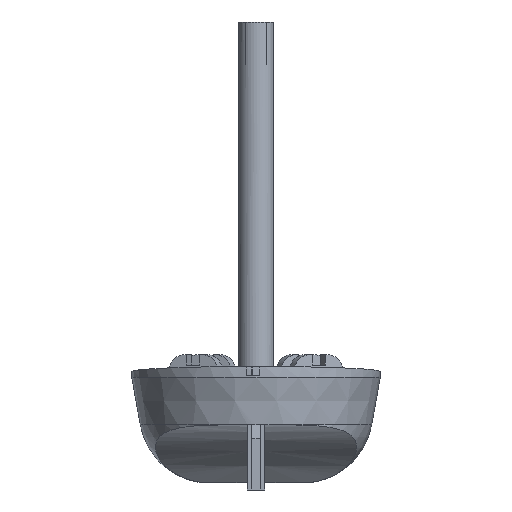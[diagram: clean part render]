
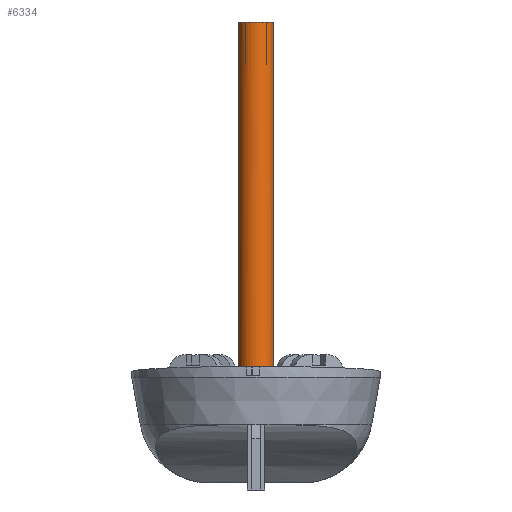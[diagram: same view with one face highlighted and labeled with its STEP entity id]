
A CAD part, left-side view. The second image highlights one B-rep face of the part: STEP entity #6334.
In plain terms, the highlighted cylindrical face has radius 10 mm (diameter 20 mm), a full revolution.
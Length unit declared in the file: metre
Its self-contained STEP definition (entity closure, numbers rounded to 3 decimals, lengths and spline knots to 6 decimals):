
#41=CYLINDRICAL_SURFACE('',#6733,0.01);
#83=CIRCLE('',#6700,0.01);
#84=CIRCLE('',#6703,0.01);
#87=CIRCLE('',#6708,0.01);
#88=CIRCLE('',#6715,0.01);
#91=CIRCLE('',#6734,0.01);
#374=ORIENTED_EDGE('',*,*,#2054,.F.);
#375=ORIENTED_EDGE('',*,*,#2162,.T.);
#376=ORIENTED_EDGE('',*,*,#2046,.F.);
#377=ORIENTED_EDGE('',*,*,#2163,.F.);
#378=ORIENTED_EDGE('',*,*,#2076,.F.);
#379=ORIENTED_EDGE('',*,*,#2164,.T.);
#380=ORIENTED_EDGE('',*,*,#2165,.F.);
#381=ORIENTED_EDGE('',*,*,#2110,.F.);
#382=ORIENTED_EDGE('',*,*,#2102,.T.);
#2046=EDGE_CURVE('',#2952,#2953,#83,.T.);
#2054=EDGE_CURVE('',#2960,#2961,#84,.T.);
#2076=EDGE_CURVE('',#2981,#2977,#87,.F.);
#2102=EDGE_CURVE('',#3007,#2977,#3600,.F.);
#2110=EDGE_CURVE('',#3007,#3011,#88,.F.);
#2162=EDGE_CURVE('',#2960,#2953,#3657,.T.);
#2163=EDGE_CURVE('',#2961,#2952,#3658,.T.);
#2164=EDGE_CURVE('',#2981,#3047,#3659,.T.);
#2165=EDGE_CURVE('',#3011,#3047,#91,.F.);
#2952=VERTEX_POINT('',#8960);
#2953=VERTEX_POINT('',#8961);
#2960=VERTEX_POINT('',#8978);
#2961=VERTEX_POINT('',#8979);
#2977=VERTEX_POINT('',#9014);
#2981=VERTEX_POINT('',#9022);
#3007=VERTEX_POINT('',#9079);
#3011=VERTEX_POINT('',#9088);
#3047=VERTEX_POINT('',#9199);
#3600=LINE('',#9078,#4429);
#3657=LINE('',#9196,#4486);
#3658=LINE('',#9197,#4487);
#3659=LINE('',#9198,#4488);
#4429=VECTOR('',#7303,1.);
#4486=VECTOR('',#7402,1.);
#4487=VECTOR('',#7403,1.);
#4488=VECTOR('',#7404,1.);
#5185=EDGE_LOOP('',(#374,#375,#376,#377));
#5186=EDGE_LOOP('',(#378,#379,#380,#381,#382));
#5599=FACE_BOUND('',#5185,.T.);
#5600=FACE_BOUND('',#5186,.T.);
#6334=ADVANCED_FACE('',(#5599,#5600),#41,.T.);
#6700=AXIS2_PLACEMENT_3D('',#8959,#7226,#7227);
#6703=AXIS2_PLACEMENT_3D('',#8977,#7239,#7240);
#6708=AXIS2_PLACEMENT_3D('',#9023,#7268,#7269);
#6715=AXIS2_PLACEMENT_3D('',#9094,#7315,#7316);
#6733=AXIS2_PLACEMENT_3D('',#9195,#7400,#7401);
#6734=AXIS2_PLACEMENT_3D('',#9200,#7405,#7406);
#7226=DIRECTION('',(0.,0.,1.));
#7227=DIRECTION('',(1.,0.,0.));
#7239=DIRECTION('',(0.,0.,1.));
#7240=DIRECTION('',(1.,0.,0.));
#7268=DIRECTION('',(0.,0.,1.));
#7269=DIRECTION('',(1.,0.,0.));
#7303=DIRECTION('',(0.,0.,-1.));
#7315=DIRECTION('',(0.,0.,1.));
#7316=DIRECTION('',(1.,0.,0.));
#7400=DIRECTION('',(0.,0.,-1.));
#7401=DIRECTION('',(-1.,0.,0.));
#7402=DIRECTION('',(0.,0.,1.));
#7403=DIRECTION('',(0.,0.,1.));
#7404=DIRECTION('',(0.,0.,-1.));
#7405=DIRECTION('',(0.,0.,1.));
#7406=DIRECTION('',(1.,0.,0.));
#8959=CARTESIAN_POINT('',(-0.05,0.,0.262));
#8960=CARTESIAN_POINT('',(-0.042076,0.0061,0.262));
#8961=CARTESIAN_POINT('',(-0.042076,-0.0061,0.262));
#8977=CARTESIAN_POINT('',(-0.05,0.,0.25));
#8978=CARTESIAN_POINT('',(-0.042076,-0.0061,0.25));
#8979=CARTESIAN_POINT('',(-0.042076,0.0061,0.25));
#9014=CARTESIAN_POINT('',(-0.05,0.01,0.06));
#9022=CARTESIAN_POINT('',(-0.05,-0.01,0.06));
#9023=CARTESIAN_POINT('',(-0.05,0.,0.06));
#9078=CARTESIAN_POINT('',(-0.05,0.01,0.25));
#9079=CARTESIAN_POINT('',(-0.05,0.01,0.058));
#9088=CARTESIAN_POINT('',(-0.04,0.,0.058));
#9094=CARTESIAN_POINT('',(-0.05,0.,0.058));
#9195=CARTESIAN_POINT('',(-0.05,0.,0.25));
#9196=CARTESIAN_POINT('',(-0.042076,-0.0061,0.249998));
#9197=CARTESIAN_POINT('',(-0.042076,0.0061,0.249998));
#9198=CARTESIAN_POINT('',(-0.05,-0.01,0.25));
#9199=CARTESIAN_POINT('',(-0.05,-0.01,0.058));
#9200=CARTESIAN_POINT('',(-0.05,0.,0.058));
